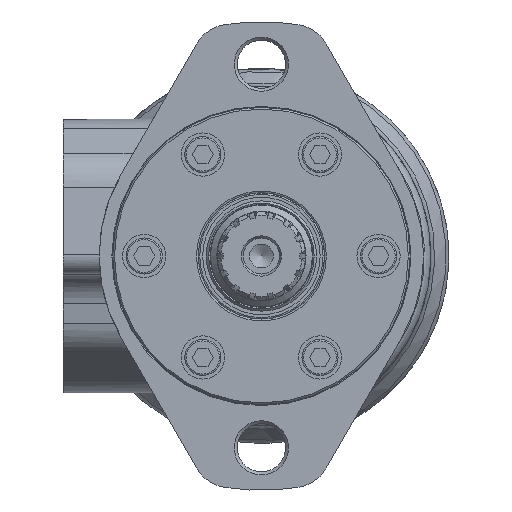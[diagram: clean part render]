
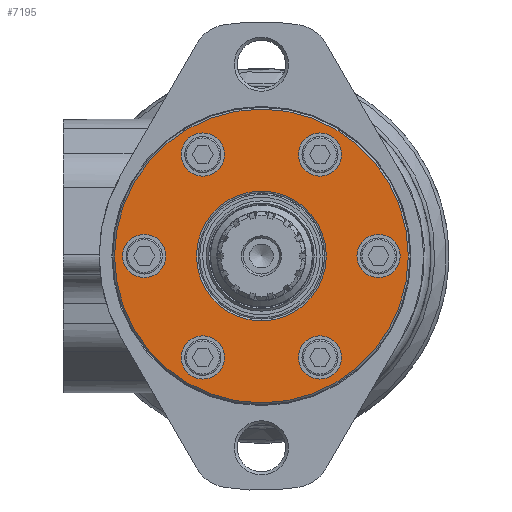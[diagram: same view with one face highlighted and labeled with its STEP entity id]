
A CAD part, left-side view. The second image highlights one B-rep face of the part: STEP entity #7195.
In plain terms, the highlighted planar face has unit normal (-1, 0, 0).
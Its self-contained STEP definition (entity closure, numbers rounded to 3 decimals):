
#195=PLANE('',#8012);
#1511=CIRCLE('',#8013,40.75);
#1512=CIRCLE('',#8014,6.);
#1513=CIRCLE('',#8015,6.);
#1514=CIRCLE('',#8016,6.);
#1515=CIRCLE('',#8017,6.);
#1516=CIRCLE('',#8018,6.);
#1517=CIRCLE('',#8019,6.);
#1518=CIRCLE('',#8020,18.);
#2744=ORIENTED_EDGE('',*,*,#4277,.F.);
#2745=ORIENTED_EDGE('',*,*,#4278,.F.);
#2746=ORIENTED_EDGE('',*,*,#4279,.T.);
#2747=ORIENTED_EDGE('',*,*,#4280,.T.);
#2748=ORIENTED_EDGE('',*,*,#4281,.T.);
#2749=ORIENTED_EDGE('',*,*,#4282,.T.);
#2750=ORIENTED_EDGE('',*,*,#4283,.T.);
#2751=ORIENTED_EDGE('',*,*,#4284,.T.);
#4277=EDGE_CURVE('',#5138,#5138,#1511,.T.);
#4278=EDGE_CURVE('',#5139,#5139,#1512,.F.);
#4279=EDGE_CURVE('',#5140,#5140,#1513,.T.);
#4280=EDGE_CURVE('',#5141,#5141,#1514,.T.);
#4281=EDGE_CURVE('',#5142,#5142,#1515,.T.);
#4282=EDGE_CURVE('',#5143,#5143,#1516,.T.);
#4283=EDGE_CURVE('',#5144,#5144,#1517,.T.);
#4284=EDGE_CURVE('',#5145,#5145,#1518,.T.);
#5138=VERTEX_POINT('',#12331);
#5139=VERTEX_POINT('',#12333);
#5140=VERTEX_POINT('',#12335);
#5141=VERTEX_POINT('',#12337);
#5142=VERTEX_POINT('',#12339);
#5143=VERTEX_POINT('',#12341);
#5144=VERTEX_POINT('',#12343);
#5145=VERTEX_POINT('',#12345);
#5916=EDGE_LOOP('',(#2744));
#5917=EDGE_LOOP('',(#2745));
#5918=EDGE_LOOP('',(#2746));
#5919=EDGE_LOOP('',(#2747));
#5920=EDGE_LOOP('',(#2748));
#5921=EDGE_LOOP('',(#2749));
#5922=EDGE_LOOP('',(#2750));
#5923=EDGE_LOOP('',(#2751));
#6551=FACE_BOUND('',#5916,.T.);
#6552=FACE_BOUND('',#5917,.T.);
#6553=FACE_BOUND('',#5918,.T.);
#6554=FACE_BOUND('',#5919,.T.);
#6555=FACE_BOUND('',#5920,.T.);
#6556=FACE_BOUND('',#5921,.T.);
#6557=FACE_BOUND('',#5922,.T.);
#6558=FACE_BOUND('',#5923,.T.);
#7195=ADVANCED_FACE('',(#6551,#6552,#6553,#6554,#6555,#6556,#6557,#6558),
#195,.F.);
#8012=AXIS2_PLACEMENT_3D('',#12329,#9582,#9583);
#8013=AXIS2_PLACEMENT_3D('',#12330,#9584,#9585);
#8014=AXIS2_PLACEMENT_3D('',#12332,#9586,#9587);
#8015=AXIS2_PLACEMENT_3D('',#12334,#9588,#9589);
#8016=AXIS2_PLACEMENT_3D('',#12336,#9590,#9591);
#8017=AXIS2_PLACEMENT_3D('',#12338,#9592,#9593);
#8018=AXIS2_PLACEMENT_3D('',#12340,#9594,#9595);
#8019=AXIS2_PLACEMENT_3D('',#12342,#9596,#9597);
#8020=AXIS2_PLACEMENT_3D('',#12344,#9598,#9599);
#9582=DIRECTION('',(1.,0.,0.));
#9583=DIRECTION('',(0.,0.,-1.));
#9584=DIRECTION('',(1.,0.,0.));
#9585=DIRECTION('',(0.,0.,-1.));
#9586=DIRECTION('',(1.,0.,0.));
#9587=DIRECTION('',(0.,0.,-1.));
#9588=DIRECTION('',(1.,0.,0.));
#9589=DIRECTION('',(0.,0.,-1.));
#9590=DIRECTION('',(1.,0.,0.));
#9591=DIRECTION('',(0.,0.,-1.));
#9592=DIRECTION('',(1.,0.,0.));
#9593=DIRECTION('',(0.,0.,-1.));
#9594=DIRECTION('',(1.,0.,0.));
#9595=DIRECTION('',(0.,0.,-1.));
#9596=DIRECTION('',(1.,0.,0.));
#9597=DIRECTION('',(0.,0.,-1.));
#9598=DIRECTION('',(1.,0.,0.));
#9599=DIRECTION('',(0.,0.,-1.));
#12329=CARTESIAN_POINT('',(0.,0.,0.));
#12330=CARTESIAN_POINT('',(0.,0.,0.));
#12331=CARTESIAN_POINT('',(0.,0.,-40.75));
#12332=CARTESIAN_POINT('',(0.,32.5,0.));
#12333=CARTESIAN_POINT('',(0.,32.5,-6.));
#12334=CARTESIAN_POINT('',(0.,16.25,-28.146));
#12335=CARTESIAN_POINT('',(0.,16.25,-34.146));
#12336=CARTESIAN_POINT('',(0.,-16.25,-28.146));
#12337=CARTESIAN_POINT('',(0.,-16.25,-34.146));
#12338=CARTESIAN_POINT('',(0.,-32.5,0.));
#12339=CARTESIAN_POINT('',(0.,-32.5,-6.));
#12340=CARTESIAN_POINT('',(0.,-16.25,28.146));
#12341=CARTESIAN_POINT('',(0.,-16.25,22.146));
#12342=CARTESIAN_POINT('',(0.,16.25,28.146));
#12343=CARTESIAN_POINT('',(0.,16.25,22.146));
#12344=CARTESIAN_POINT('',(0.,0.,0.));
#12345=CARTESIAN_POINT('',(0.,0.,-18.));
